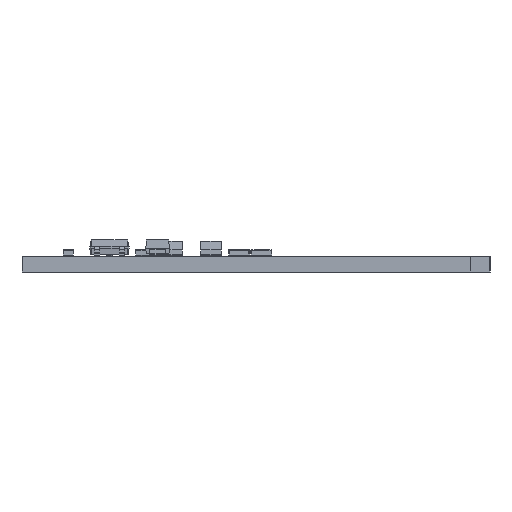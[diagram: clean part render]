
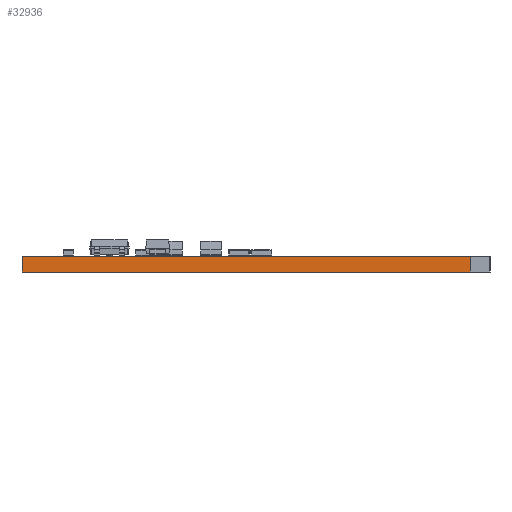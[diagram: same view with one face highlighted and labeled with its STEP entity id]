
A CAD part, front view. The second image highlights one B-rep face of the part: STEP entity #32936.
In plain terms, the highlighted planar face has unit normal (0, -1, 0).
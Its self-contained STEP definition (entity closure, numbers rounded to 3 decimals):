
#31260 = PLANE('',#31261);
#31261 = AXIS2_PLACEMENT_3D('',#31262,#31263,#31264);
#31262 = CARTESIAN_POINT('',(162.651,-130.051,0.));
#31263 = DIRECTION('',(0.,1.,0.));
#31264 = DIRECTION('',(1.,0.,0.));
#31288 = PLANE('',#31289);
#31289 = AXIS2_PLACEMENT_3D('',#31290,#31291,#31292);
#31290 = CARTESIAN_POINT('',(146.057,-109.152,1.2));
#31291 = DIRECTION('',(0.,0.,1.));
#31292 = DIRECTION('',(1.,0.,0.));
#31342 = PLANE('',#31343);
#31343 = AXIS2_PLACEMENT_3D('',#31344,#31345,#31346);
#31344 = CARTESIAN_POINT('',(146.057,-109.152,0.));
#31345 = DIRECTION('',(0.,0.,1.));
#31346 = DIRECTION('',(1.,0.,0.));
#31357 = EDGE_CURVE('',#31358,#31360,#31362,.T.);
#31358 = VERTEX_POINT('',#31359);
#31359 = CARTESIAN_POINT('',(162.651,-130.051,0.));
#31360 = VERTEX_POINT('',#31361);
#31361 = CARTESIAN_POINT('',(162.651,-130.051,1.2));
#31362 = SURFACE_CURVE('',#31363,(#31367,#31374),.PCURVE_S1.);
#31363 = LINE('',#31364,#31365);
#31364 = CARTESIAN_POINT('',(162.651,-130.051,0.));
#31365 = VECTOR('',#31366,1.);
#31366 = DIRECTION('',(0.,0.,1.));
#31367 = PCURVE('',#31260,#31368);
#31368 = DEFINITIONAL_REPRESENTATION('',(#31369),#31373);
#31369 = LINE('',#31370,#31371);
#31370 = CARTESIAN_POINT('',(0.,0.));
#31371 = VECTOR('',#31372,1.);
#31372 = DIRECTION('',(0.,-1.));
#31373 = ( GEOMETRIC_REPRESENTATION_CONTEXT(2) 
PARAMETRIC_REPRESENTATION_CONTEXT() REPRESENTATION_CONTEXT('2D SPACE',''
  ) );
#31374 = PCURVE('',#31375,#31380);
#31375 = PLANE('',#31376);
#31376 = AXIS2_PLACEMENT_3D('',#31377,#31378,#31379);
#31377 = CARTESIAN_POINT('',(128.351,-130.051,0.));
#31378 = DIRECTION('',(0.,1.,0.));
#31379 = DIRECTION('',(1.,0.,0.));
#31380 = DEFINITIONAL_REPRESENTATION('',(#31381),#31385);
#31381 = LINE('',#31382,#31383);
#31382 = CARTESIAN_POINT('',(34.3,0.));
#31383 = VECTOR('',#31384,1.);
#31384 = DIRECTION('',(0.,-1.));
#31385 = ( GEOMETRIC_REPRESENTATION_CONTEXT(2) 
PARAMETRIC_REPRESENTATION_CONTEXT() REPRESENTATION_CONTEXT('2D SPACE',''
  ) );
#31987 = VERTEX_POINT('',#31988);
#31988 = CARTESIAN_POINT('',(128.351,-130.051,0.));
#32002 = PLANE('',#32003);
#32003 = AXIS2_PLACEMENT_3D('',#32004,#32005,#32006);
#32004 = CARTESIAN_POINT('',(128.351,-123.551,0.));
#32005 = DIRECTION('',(1.,0.,0.));
#32006 = DIRECTION('',(0.,-1.,0.));
#32014 = EDGE_CURVE('',#31987,#31358,#32015,.T.);
#32015 = SURFACE_CURVE('',#32016,(#32020,#32027),.PCURVE_S1.);
#32016 = LINE('',#32017,#32018);
#32017 = CARTESIAN_POINT('',(128.351,-130.051,0.));
#32018 = VECTOR('',#32019,1.);
#32019 = DIRECTION('',(1.,0.,0.));
#32020 = PCURVE('',#31342,#32021);
#32021 = DEFINITIONAL_REPRESENTATION('',(#32022),#32026);
#32022 = LINE('',#32023,#32024);
#32023 = CARTESIAN_POINT('',(-17.705,-20.898));
#32024 = VECTOR('',#32025,1.);
#32025 = DIRECTION('',(1.,0.));
#32026 = ( GEOMETRIC_REPRESENTATION_CONTEXT(2) 
PARAMETRIC_REPRESENTATION_CONTEXT() REPRESENTATION_CONTEXT('2D SPACE',''
  ) );
#32027 = PCURVE('',#31375,#32028);
#32028 = DEFINITIONAL_REPRESENTATION('',(#32029),#32033);
#32029 = LINE('',#32030,#32031);
#32030 = CARTESIAN_POINT('',(0.,0.));
#32031 = VECTOR('',#32032,1.);
#32032 = DIRECTION('',(1.,0.));
#32033 = ( GEOMETRIC_REPRESENTATION_CONTEXT(2) 
PARAMETRIC_REPRESENTATION_CONTEXT() REPRESENTATION_CONTEXT('2D SPACE',''
  ) );
#32685 = VERTEX_POINT('',#32686);
#32686 = CARTESIAN_POINT('',(128.351,-130.051,1.2));
#32707 = EDGE_CURVE('',#32685,#31360,#32708,.T.);
#32708 = SURFACE_CURVE('',#32709,(#32713,#32720),.PCURVE_S1.);
#32709 = LINE('',#32710,#32711);
#32710 = CARTESIAN_POINT('',(128.351,-130.051,1.2));
#32711 = VECTOR('',#32712,1.);
#32712 = DIRECTION('',(1.,0.,0.));
#32713 = PCURVE('',#31288,#32714);
#32714 = DEFINITIONAL_REPRESENTATION('',(#32715),#32719);
#32715 = LINE('',#32716,#32717);
#32716 = CARTESIAN_POINT('',(-17.705,-20.898));
#32717 = VECTOR('',#32718,1.);
#32718 = DIRECTION('',(1.,0.));
#32719 = ( GEOMETRIC_REPRESENTATION_CONTEXT(2) 
PARAMETRIC_REPRESENTATION_CONTEXT() REPRESENTATION_CONTEXT('2D SPACE',''
  ) );
#32720 = PCURVE('',#31375,#32721);
#32721 = DEFINITIONAL_REPRESENTATION('',(#32722),#32726);
#32722 = LINE('',#32723,#32724);
#32723 = CARTESIAN_POINT('',(0.,-1.2));
#32724 = VECTOR('',#32725,1.);
#32725 = DIRECTION('',(1.,0.));
#32726 = ( GEOMETRIC_REPRESENTATION_CONTEXT(2) 
PARAMETRIC_REPRESENTATION_CONTEXT() REPRESENTATION_CONTEXT('2D SPACE',''
  ) );
#32936 = ADVANCED_FACE('',(#32937),#31375,.F.);
#32937 = FACE_BOUND('',#32938,.F.);
#32938 = EDGE_LOOP('',(#32939,#32960,#32961,#32962));
#32939 = ORIENTED_EDGE('',*,*,#32940,.T.);
#32940 = EDGE_CURVE('',#31987,#32685,#32941,.T.);
#32941 = SURFACE_CURVE('',#32942,(#32946,#32953),.PCURVE_S1.);
#32942 = LINE('',#32943,#32944);
#32943 = CARTESIAN_POINT('',(128.351,-130.051,0.));
#32944 = VECTOR('',#32945,1.);
#32945 = DIRECTION('',(0.,0.,1.));
#32946 = PCURVE('',#31375,#32947);
#32947 = DEFINITIONAL_REPRESENTATION('',(#32948),#32952);
#32948 = LINE('',#32949,#32950);
#32949 = CARTESIAN_POINT('',(0.,0.));
#32950 = VECTOR('',#32951,1.);
#32951 = DIRECTION('',(0.,-1.));
#32952 = ( GEOMETRIC_REPRESENTATION_CONTEXT(2) 
PARAMETRIC_REPRESENTATION_CONTEXT() REPRESENTATION_CONTEXT('2D SPACE',''
  ) );
#32953 = PCURVE('',#32002,#32954);
#32954 = DEFINITIONAL_REPRESENTATION('',(#32955),#32959);
#32955 = LINE('',#32956,#32957);
#32956 = CARTESIAN_POINT('',(6.5,0.));
#32957 = VECTOR('',#32958,1.);
#32958 = DIRECTION('',(0.,-1.));
#32959 = ( GEOMETRIC_REPRESENTATION_CONTEXT(2) 
PARAMETRIC_REPRESENTATION_CONTEXT() REPRESENTATION_CONTEXT('2D SPACE',''
  ) );
#32960 = ORIENTED_EDGE('',*,*,#32707,.T.);
#32961 = ORIENTED_EDGE('',*,*,#31357,.F.);
#32962 = ORIENTED_EDGE('',*,*,#32014,.F.);
